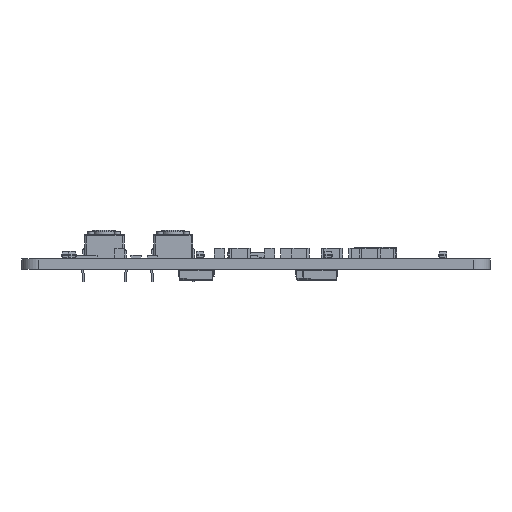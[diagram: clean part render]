
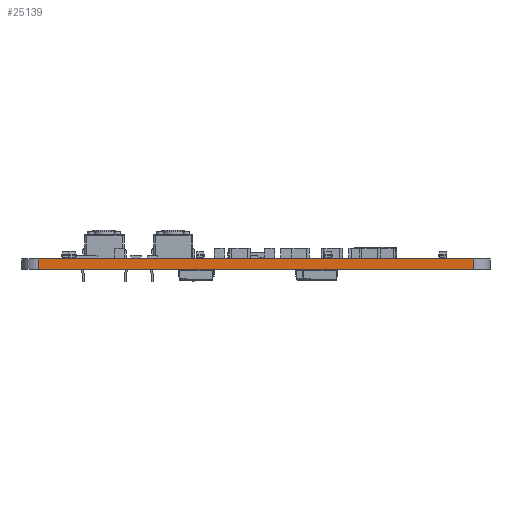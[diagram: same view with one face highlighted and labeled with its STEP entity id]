
A CAD part, front view. The second image highlights one B-rep face of the part: STEP entity #25139.
In plain terms, the highlighted planar face has unit normal (0, -1, 0).
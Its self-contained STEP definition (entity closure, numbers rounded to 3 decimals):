
#23488 = VERTEX_POINT('',#23489);
#23489 = CARTESIAN_POINT('',(93.368,-115.532,0.));
#23496 = EDGE_CURVE('',#23497,#23488,#23499,.T.);
#23497 = VERTEX_POINT('',#23498);
#23498 = CARTESIAN_POINT('',(159.632,-115.532,0.));
#23499 = LINE('',#23500,#23501);
#23500 = CARTESIAN_POINT('',(159.632,-115.532,0.));
#23501 = VECTOR('',#23502,1.);
#23502 = DIRECTION('',(-1.,0.,0.));
#24300 = VERTEX_POINT('',#24301);
#24301 = CARTESIAN_POINT('',(93.368,-115.532,1.6));
#24308 = EDGE_CURVE('',#24309,#24300,#24311,.T.);
#24309 = VERTEX_POINT('',#24310);
#24310 = CARTESIAN_POINT('',(159.632,-115.532,1.6));
#24311 = LINE('',#24312,#24313);
#24312 = CARTESIAN_POINT('',(159.632,-115.532,1.6));
#24313 = VECTOR('',#24314,1.);
#24314 = DIRECTION('',(-1.,0.,0.));
#25111 = EDGE_CURVE('',#23497,#24309,#25112,.T.);
#25112 = LINE('',#25113,#25114);
#25113 = CARTESIAN_POINT('',(159.632,-115.532,0.));
#25114 = VECTOR('',#25115,1.);
#25115 = DIRECTION('',(0.,0.,1.));
#25139 = ADVANCED_FACE('',(#25140),#25151,.T.);
#25140 = FACE_BOUND('',#25141,.T.);
#25141 = EDGE_LOOP('',(#25142,#25143,#25144,#25150));
#25142 = ORIENTED_EDGE('',*,*,#25111,.T.);
#25143 = ORIENTED_EDGE('',*,*,#24308,.T.);
#25144 = ORIENTED_EDGE('',*,*,#25145,.F.);
#25145 = EDGE_CURVE('',#23488,#24300,#25146,.T.);
#25146 = LINE('',#25147,#25148);
#25147 = CARTESIAN_POINT('',(93.368,-115.532,0.));
#25148 = VECTOR('',#25149,1.);
#25149 = DIRECTION('',(0.,0.,1.));
#25150 = ORIENTED_EDGE('',*,*,#23496,.F.);
#25151 = PLANE('',#25152);
#25152 = AXIS2_PLACEMENT_3D('',#25153,#25154,#25155);
#25153 = CARTESIAN_POINT('',(159.632,-115.532,0.));
#25154 = DIRECTION('',(0.,-1.,0.));
#25155 = DIRECTION('',(-1.,0.,0.));
